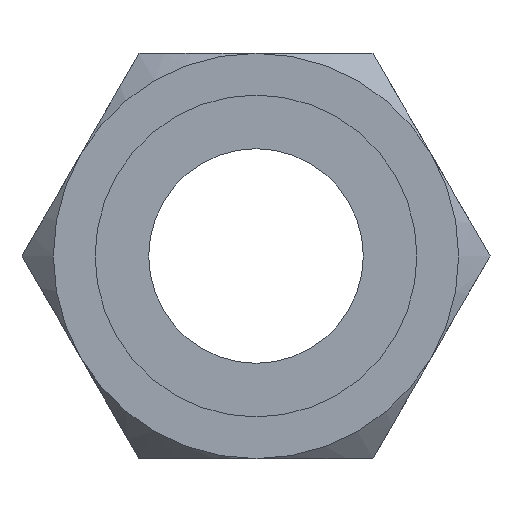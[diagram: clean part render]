
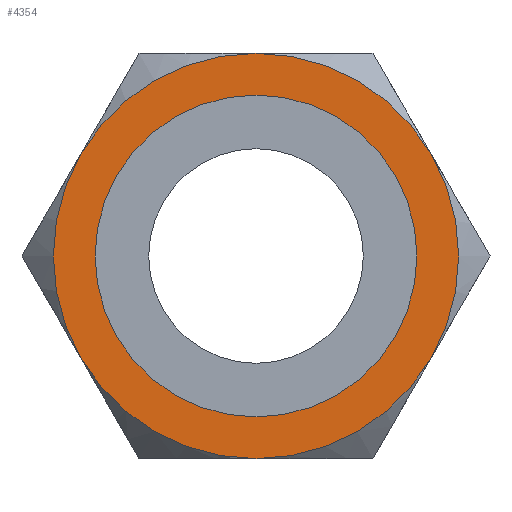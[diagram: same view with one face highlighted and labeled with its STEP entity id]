
A CAD part, left-side view. The second image highlights one B-rep face of the part: STEP entity #4354.
In plain terms, the highlighted planar face has unit normal (-1, 0, 0).
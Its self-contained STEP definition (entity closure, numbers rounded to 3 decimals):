
#26 = DIRECTION ( 'NONE',  ( 0., 0., -1. ) ) ;
#35 = AXIS2_PLACEMENT_3D ( 'NONE', #2029, #2916, #1126 ) ;
#41 = VERTEX_POINT ( 'NONE', #1625 ) ;
#103 = CARTESIAN_POINT ( 'NONE',  ( 19., 0., 0. ) ) ;
#347 = ORIENTED_EDGE ( 'NONE', *, *, #4038, .F. ) ;
#403 = AXIS2_PLACEMENT_3D ( 'NONE', #4348, #2516, #4292 ) ;
#505 = CIRCLE ( 'NONE', #3351, 8.5 ) ;
#508 = AXIS2_PLACEMENT_3D ( 'NONE', #103, #3224, #1885 ) ;
#519 = ORIENTED_EDGE ( 'NONE', *, *, #4924, .F. ) ;
#528 = DIRECTION ( 'NONE',  ( 1., 0., 0. ) ) ;
#597 = CARTESIAN_POINT ( 'NONE',  ( 19., 0., 0. ) ) ;
#717 = EDGE_CURVE ( 'NONE', #2649, #3299, #505, .T. ) ;
#776 = DIRECTION ( 'NONE',  ( 1., 0., 0. ) ) ;
#787 = EDGE_CURVE ( 'NONE', #2819, #3343, #4198, .T. ) ;
#1126 = DIRECTION ( 'NONE',  ( 0., 0., -1. ) ) ;
#1174 = DIRECTION ( 'NONE',  ( 0., 0., -1. ) ) ;
#1254 = AXIS2_PLACEMENT_3D ( 'NONE', #2154, #5323, #1701 ) ;
#1349 = CIRCLE ( 'NONE', #2308, 8.5 ) ;
#1588 = EDGE_CURVE ( 'NONE', #4786, #2304, #1737, .T. ) ;
#1625 = CARTESIAN_POINT ( 'NONE',  ( 19., 0., -8.5 ) ) ;
#1701 = DIRECTION ( 'NONE',  ( 0., 0., -1. ) ) ;
#1737 = CIRCLE ( 'NONE', #403, 6.75 ) ;
#1885 = DIRECTION ( 'NONE',  ( 0., 0., -1. ) ) ;
#1926 = EDGE_CURVE ( 'NONE', #3861, #41, #4017, .T. ) ;
#1934 = CARTESIAN_POINT ( 'NONE',  ( 19., 7.361, 4.25 ) ) ;
#1997 = PLANE ( 'NONE',  #35 ) ;
#2029 = CARTESIAN_POINT ( 'NONE',  ( 19., 0., 0. ) ) ;
#2154 = CARTESIAN_POINT ( 'NONE',  ( 19., 0., 0. ) ) ;
#2304 = VERTEX_POINT ( 'NONE', #2855 ) ;
#2308 = AXIS2_PLACEMENT_3D ( 'NONE', #4129, #528, #26 ) ;
#2363 = EDGE_CURVE ( 'NONE', #2819, #3299, #5147, .T. ) ;
#2477 = ORIENTED_EDGE ( 'NONE', *, *, #787, .F. ) ;
#2516 = DIRECTION ( 'NONE',  ( -1., 0., 0. ) ) ;
#2614 = DIRECTION ( 'NONE',  ( 0., 0., 1. ) ) ;
#2643 = FACE_BOUND ( 'NONE', #5488, .T. ) ;
#2649 = VERTEX_POINT ( 'NONE', #3876 ) ;
#2819 = VERTEX_POINT ( 'NONE', #4432 ) ;
#2855 = CARTESIAN_POINT ( 'NONE',  ( 19., 0., -6.75 ) ) ;
#2916 = DIRECTION ( 'NONE',  ( 1., 0., 0. ) ) ;
#2933 = CARTESIAN_POINT ( 'NONE',  ( 19., 0., 0. ) ) ;
#3224 = DIRECTION ( 'NONE',  ( 1., 0., 0. ) ) ;
#3299 = VERTEX_POINT ( 'NONE', #1934 ) ;
#3343 = VERTEX_POINT ( 'NONE', #4634 ) ;
#3351 = AXIS2_PLACEMENT_3D ( 'NONE', #2933, #4740, #5551 ) ;
#3365 = DIRECTION ( 'NONE',  ( 0., 0., 1. ) ) ;
#3450 = AXIS2_PLACEMENT_3D ( 'NONE', #3472, #776, #1174 ) ;
#3472 = CARTESIAN_POINT ( 'NONE',  ( 19., 0., 0. ) ) ;
#3861 = VERTEX_POINT ( 'NONE', #4625 ) ;
#3876 = CARTESIAN_POINT ( 'NONE',  ( 19., 7.361, -4.25 ) ) ;
#3915 = EDGE_LOOP ( 'NONE', ( #519, #5237, #347, #2477, #5167, #5381 ) ) ;
#4017 = CIRCLE ( 'NONE', #508, 8.5 ) ;
#4038 = EDGE_CURVE ( 'NONE', #3343, #3861, #5341, .T. ) ;
#4085 = DIRECTION ( 'NONE',  ( -1., 0., 0. ) ) ;
#4129 = CARTESIAN_POINT ( 'NONE',  ( 19., 0., 0. ) ) ;
#4198 = CIRCLE ( 'NONE', #3450, 8.5 ) ;
#4222 = ORIENTED_EDGE ( 'NONE', *, *, #1588, .F. ) ;
#4253 = EDGE_CURVE ( 'NONE', #2304, #4786, #4293, .T. ) ;
#4292 = DIRECTION ( 'NONE',  ( 0., 0., 1. ) ) ;
#4293 = CIRCLE ( 'NONE', #5707, 6.75 ) ;
#4314 = DIRECTION ( 'NONE',  ( -1., 0., 0. ) ) ;
#4348 = CARTESIAN_POINT ( 'NONE',  ( 19., 0., 0. ) ) ;
#4354 = ADVANCED_FACE ( 'NONE', ( #2643, #4452 ), #1997, .F. ) ;
#4432 = CARTESIAN_POINT ( 'NONE',  ( 19., 0., 8.5 ) ) ;
#4452 = FACE_OUTER_BOUND ( 'NONE', #3915, .T. ) ;
#4625 = CARTESIAN_POINT ( 'NONE',  ( 19., -7.361, -4.25 ) ) ;
#4634 = CARTESIAN_POINT ( 'NONE',  ( 19., -7.361, 4.25 ) ) ;
#4740 = DIRECTION ( 'NONE',  ( 1., 0., 0. ) ) ;
#4786 = VERTEX_POINT ( 'NONE', #5805 ) ;
#4924 = EDGE_CURVE ( 'NONE', #41, #2649, #1349, .T. ) ;
#5095 = ORIENTED_EDGE ( 'NONE', *, *, #4253, .F. ) ;
#5147 = CIRCLE ( 'NONE', #5541, 8.5 ) ;
#5167 = ORIENTED_EDGE ( 'NONE', *, *, #2363, .T. ) ;
#5171 = CARTESIAN_POINT ( 'NONE',  ( 19., 0., 0. ) ) ;
#5237 = ORIENTED_EDGE ( 'NONE', *, *, #1926, .F. ) ;
#5323 = DIRECTION ( 'NONE',  ( 1., 0., 0. ) ) ;
#5341 = CIRCLE ( 'NONE', #1254, 8.5 ) ;
#5381 = ORIENTED_EDGE ( 'NONE', *, *, #717, .F. ) ;
#5488 = EDGE_LOOP ( 'NONE', ( #4222, #5095 ) ) ;
#5541 = AXIS2_PLACEMENT_3D ( 'NONE', #5171, #4314, #3365 ) ;
#5551 = DIRECTION ( 'NONE',  ( 0., 0., -1. ) ) ;
#5707 = AXIS2_PLACEMENT_3D ( 'NONE', #597, #4085, #2614 ) ;
#5805 = CARTESIAN_POINT ( 'NONE',  ( 19., 0., 6.75 ) ) ;
